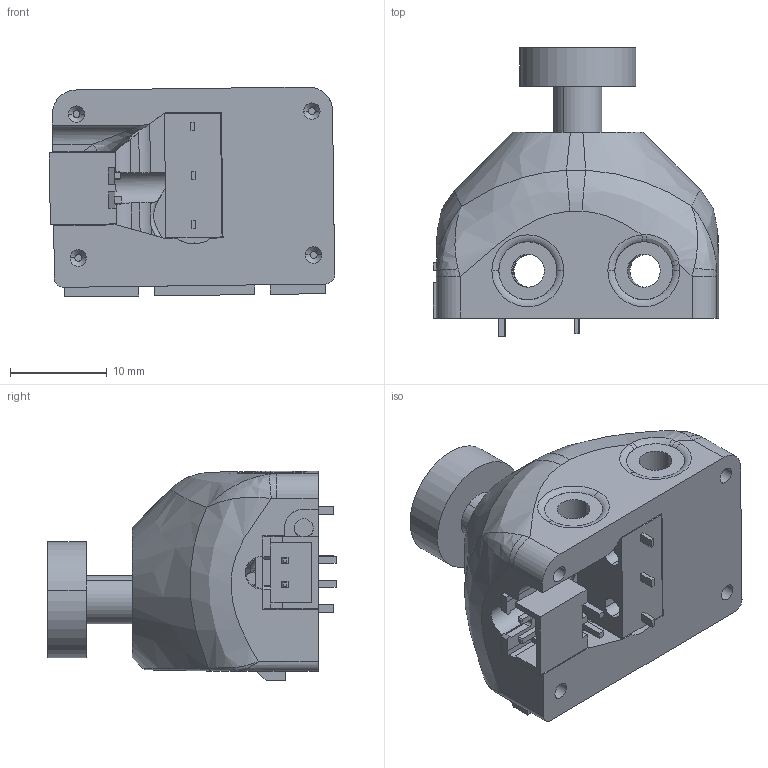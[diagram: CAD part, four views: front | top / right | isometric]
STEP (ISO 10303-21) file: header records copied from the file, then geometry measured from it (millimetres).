
FILE_DESCRIPTION (( 'STEP AP214' ), '1' );
FILE_NAME ('z_nozzle_endstop_short_pcb.STEP', '2021-09-13T17:50:30', ( '' ), ( '' ), 'SwSTEP 2.0', 'SolidWorks 2021', '' );
FILE_SCHEMA (( 'AUTOMOTIVE_DESIGN' ));
Length unit declared in the file: millimetre
Products named in the file (10): electrical parts^z_nozzle_endstop_short_pcb; Omron_D2F^electrical parts_z_nozzle_endstop_short_pcb; 3x12x4 thumbnut^z_nozzle_endstop_short_pcb; z_nozzle_endstop_body_short; FHS^z_nozzle_endstop_short_pcb; jst^electrical parts_z_nozzle_endstop_short_pcb; 3x5x10 alu spacer^z_nozzle_endstop_short_pcb; bushing^z_nozzle_endstop_short_pcb; z_nozzle_endstop_short_pcb; 3x5x5 alu spacer^z_nozzle_endstop_short_pcb
Assembly tree (9 placements, depth 3):
  z_nozzle_endstop_short_pcb
    bushing^z_nozzle_endstop_short_pcb
    electrical parts^z_nozzle_endstop_short_pcb
      jst^electrical parts_z_nozzle_endstop_short_pcb
      Omron_D2F^electrical parts_z_nozzle_endstop_short_pcb
    FHS^z_nozzle_endstop_short_pcb
    3x5x10 alu spacer^z_nozzle_endstop_short_pcb
    3x5x5 alu spacer^z_nozzle_endstop_short_pcb
    3x12x4 thumbnut^z_nozzle_endstop_short_pcb
    z_nozzle_endstop_body_short
Bounding box: 29.51 x 29.87 x 21.72 mm (x, y, z)
Volume: 8481 mm3; surface area: 5887.9 mm2
Topology: 10 solids, 11 shells, 285 faces, 722 edges, 464 vertices
Faces by surface type: plane 175, cylinder 56, bspline 33, cone 16, torus 5
Entity records: 12953 total; most frequent: CARTESIAN_POINT 5873, ORIENTED_EDGE 1436, DIRECTION 1289, EDGE_CURVE 718, VERTEX_POINT 464, VECTOR 463, LINE 463, AXIS2_PLACEMENT_3D 413
